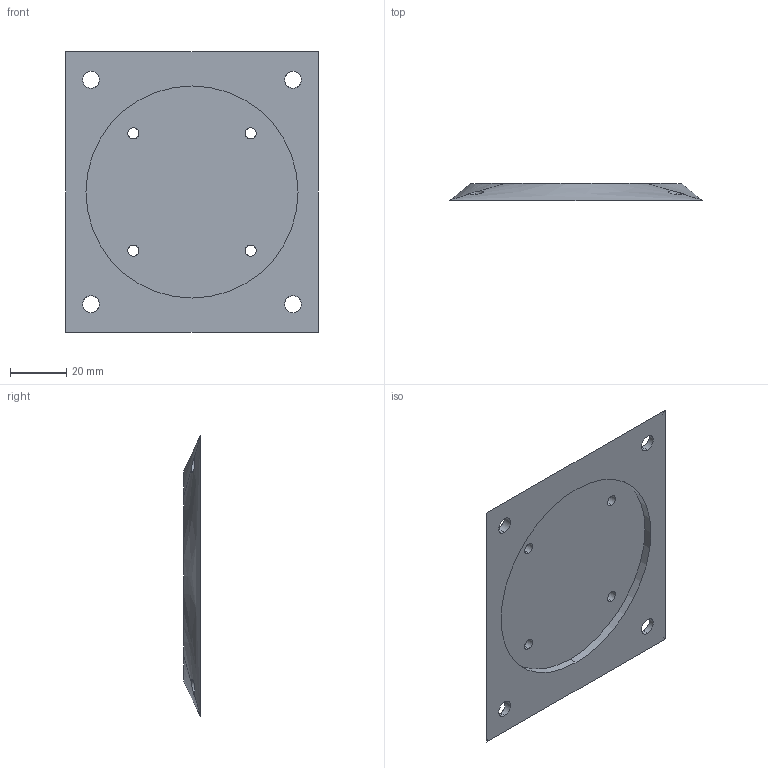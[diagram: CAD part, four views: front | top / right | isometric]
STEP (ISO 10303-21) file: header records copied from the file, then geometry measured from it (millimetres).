
FILE_DESCRIPTION (( 'STEP AP214' ), '1' );
FILE_NAME ('lidar base.STEP', '2025-12-11T00:24:27', ( '' ), ( '' ), 'SwSTEP 2.0', 'SolidWorks 2023', '' );
FILE_SCHEMA (( 'AUTOMOTIVE_DESIGN' ));
Length unit declared in the file: millimetre
Products named in the file (1): lidar base
Bounding box: 90 x 6 x 100 mm (x, y, z)
Volume: 25842.4 mm3; surface area: 19108.3 mm2
Topology: 1 solids, 1 shells, 25 faces, 78 edges, 52 vertices
Faces by surface type: cylinder 18, bspline 4, plane 3
Entity records: 1299 total; most frequent: CARTESIAN_POINT 560, ORIENTED_EDGE 156, DIRECTION 138, EDGE_CURVE 78, AXIS2_PLACEMENT_3D 54, VERTEX_POINT 52, EDGE_LOOP 38, CIRCLE 32
